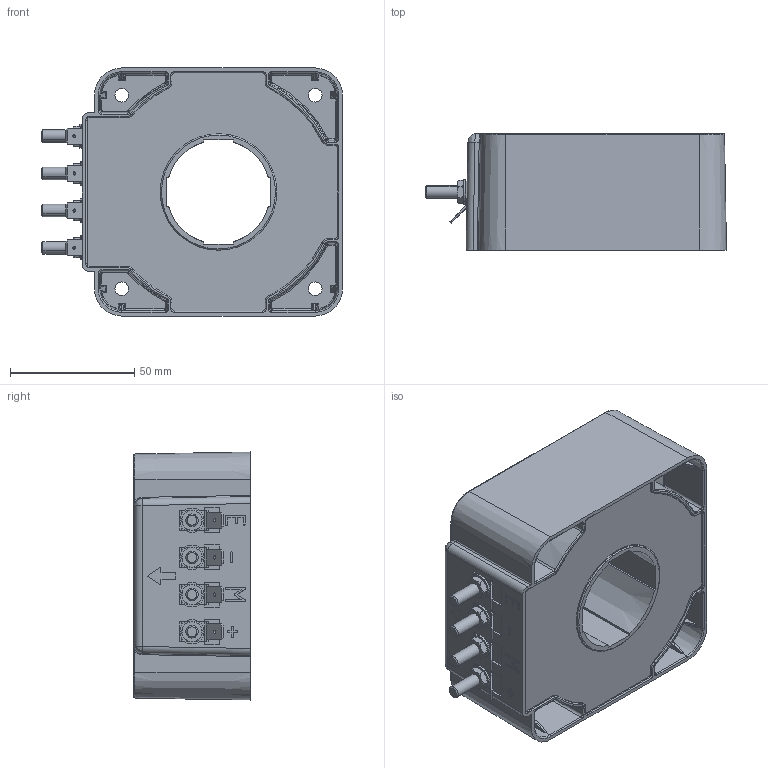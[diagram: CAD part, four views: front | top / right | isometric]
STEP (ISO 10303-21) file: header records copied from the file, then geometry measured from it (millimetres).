
FILE_DESCRIPTION(/* description */ (''),/* implementation_level */ '2;1');
FILE_NAME(/* name */ '100525607ugm000_c.stp',/* time_stamp */ '2015-05-12T12:16:25+02:00',/* author */ (''),/* organization */ (''),/* preprocessor_version */ 'ST-DEVELOPER v15',/* originating_system */ 'SIEMENS PLM Software NX 8.5',/* authorisation */ '');
FILE_SCHEMA (('AUTOMOTIVE_DESIGN { 1 0 10303 214 3 1 1 1 }'));
Products named in the file (1): 100525607ugm000_c
Bounding box: 121.36 x 47 x 100 mm (x, y, z)
Volume: 338806.1 mm3; surface area: 59887 mm2
Topology: 1 solids, 1 shells, 1391 faces, 4090 edges, 3318 vertices
Faces by surface type: plane 653, cylinder 271, extrusion 223, cone 109, bspline 76, torus 59
Full cylindrical faces by diameter (mm): 5.5 x4, 9.8 x4
Entity records: 61858 total; most frequent: CARTESIAN_POINT 16621, ORIENTED_EDGE 7098, DIRECTION 5871, EDGE_CURVE 3549, VECTOR 2679, LINE 2456, VERTEX_POINT 2265, PRESENTATION_STYLE_ASSIGNMENT 1908
